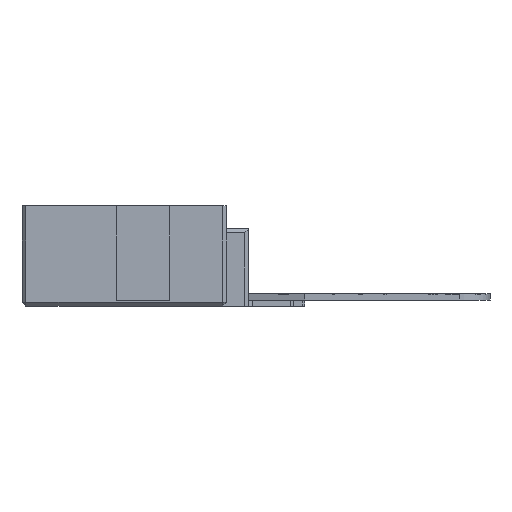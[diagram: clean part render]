
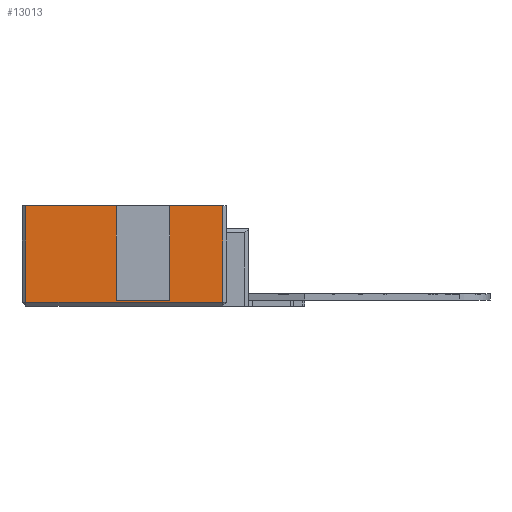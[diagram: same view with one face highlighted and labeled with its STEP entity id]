
A CAD part, left-side view. The second image highlights one B-rep face of the part: STEP entity #13013.
In plain terms, the highlighted planar face has unit normal (-1, 0, 0).
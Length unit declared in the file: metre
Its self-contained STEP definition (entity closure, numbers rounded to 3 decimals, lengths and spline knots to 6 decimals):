
#4591=ORIENTED_EDGE('',*,*,#6567,.F.);
#4592=ORIENTED_EDGE('',*,*,#6547,.T.);
#4593=ORIENTED_EDGE('',*,*,#6568,.T.);
#4594=ORIENTED_EDGE('',*,*,#6569,.T.);
#4595=ORIENTED_EDGE('',*,*,#6570,.T.);
#4596=ORIENTED_EDGE('',*,*,#6571,.T.);
#4597=ORIENTED_EDGE('',*,*,#6572,.T.);
#4598=ORIENTED_EDGE('',*,*,#6573,.T.);
#6547=EDGE_CURVE('',#7846,#7845,#9069,.T.);
#6567=EDGE_CURVE('',#7846,#7864,#9089,.T.);
#6568=EDGE_CURVE('',#7845,#7865,#9090,.T.);
#6569=EDGE_CURVE('',#7865,#7866,#9091,.T.);
#6570=EDGE_CURVE('',#7866,#7867,#9092,.T.);
#6571=EDGE_CURVE('',#7867,#7868,#9093,.T.);
#6572=EDGE_CURVE('',#7868,#7869,#9094,.T.);
#6573=EDGE_CURVE('',#7869,#7864,#9095,.T.);
#7845=VERTEX_POINT('',#22691);
#7846=VERTEX_POINT('',#22693);
#7864=VERTEX_POINT('',#22735);
#7865=VERTEX_POINT('',#22737);
#7866=VERTEX_POINT('',#22739);
#7867=VERTEX_POINT('',#22741);
#7868=VERTEX_POINT('',#22743);
#7869=VERTEX_POINT('',#22745);
#9069=LINE('',#22692,#10322);
#9089=LINE('',#22734,#10342);
#9090=LINE('',#22736,#10343);
#9091=LINE('',#22738,#10344);
#9092=LINE('',#22740,#10345);
#9093=LINE('',#22742,#10346);
#9094=LINE('',#22744,#10347);
#9095=LINE('',#22746,#10348);
#10322=VECTOR('',#15796,1.);
#10342=VECTOR('',#15824,1.);
#10343=VECTOR('',#15825,1.);
#10344=VECTOR('',#15826,1.);
#10345=VECTOR('',#15827,1.);
#10346=VECTOR('',#15828,1.);
#10347=VECTOR('',#15829,1.);
#10348=VECTOR('',#15830,1.);
#11142=EDGE_LOOP('',(#4591,#4592,#4593,#4594,#4595,#4596,#4597,#4598));
#11925=FACE_BOUND('',#11142,.T.);
#12319=PLANE('',#13614);
#13013=ADVANCED_FACE('',(#11925),#12319,.T.);
#13614=AXIS2_PLACEMENT_3D('',#22733,#15822,#15823);
#15796=DIRECTION('',(0.,1.,0.));
#15822=DIRECTION('',(-1.,0.,0.));
#15823=DIRECTION('',(0.,-1.,0.));
#15824=DIRECTION('',(0.,0.,1.));
#15825=DIRECTION('',(0.,0.,1.));
#15826=DIRECTION('',(0.,1.,0.));
#15827=DIRECTION('',(0.,0.,-1.));
#15828=DIRECTION('',(0.,-1.,0.));
#15829=DIRECTION('',(0.,0.,1.));
#15830=DIRECTION('',(0.,1.,0.));
#22691=CARTESIAN_POINT('',(-0.113335,0.0021,0.0015));
#22692=CARTESIAN_POINT('',(-0.113335,-0.004843,0.0015));
#22693=CARTESIAN_POINT('',(-0.113335,-0.011785,0.0015));
#22733=CARTESIAN_POINT('',(-0.113335,0.,0.0015));
#22734=CARTESIAN_POINT('',(-0.113335,-0.011785,0.01375));
#22735=CARTESIAN_POINT('',(-0.113335,-0.011785,0.026));
#22736=CARTESIAN_POINT('',(-0.113335,0.0021,0.01375));
#22737=CARTESIAN_POINT('',(-0.113335,0.0021,0.026));
#22738=CARTESIAN_POINT('',(-0.113335,0.,0.026));
#22739=CARTESIAN_POINT('',(-0.113335,0.0255,0.026));
#22740=CARTESIAN_POINT('',(-0.113335,0.0255,0.));
#22741=CARTESIAN_POINT('',(-0.113335,0.0255,0.001));
#22742=CARTESIAN_POINT('',(-0.113335,-0.0265,0.001));
#22743=CARTESIAN_POINT('',(-0.113335,-0.0255,0.001));
#22744=CARTESIAN_POINT('',(-0.113335,-0.0255,0.0015));
#22745=CARTESIAN_POINT('',(-0.113335,-0.0255,0.026));
#22746=CARTESIAN_POINT('',(-0.113335,0.,0.026));
